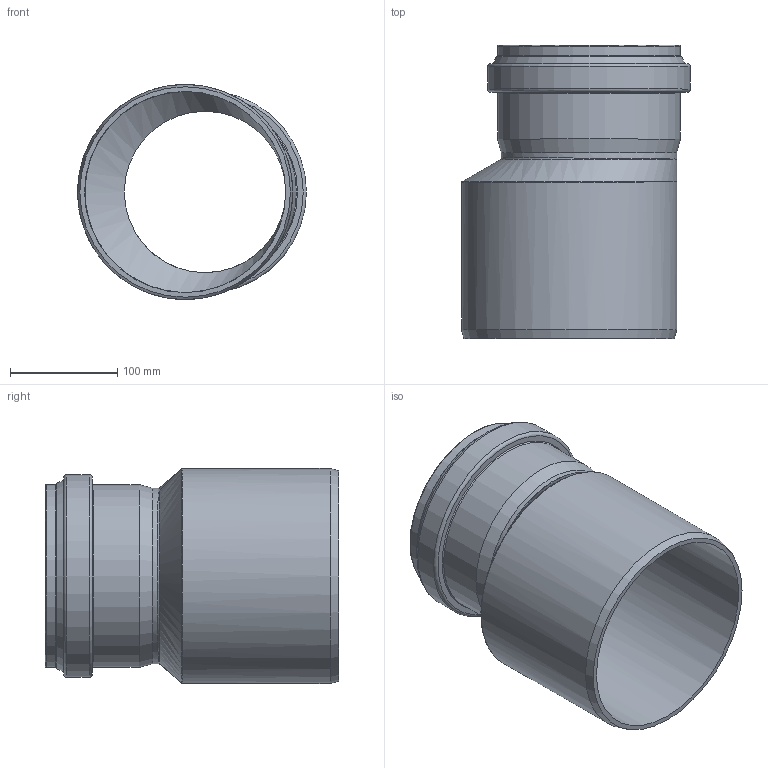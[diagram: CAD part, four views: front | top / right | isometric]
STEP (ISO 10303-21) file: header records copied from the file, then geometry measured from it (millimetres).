
FILE_DESCRIPTION(/* description */ (''),/* implementation_level */ '2;1');
FILE_NAME(/* name */ '775560 KG2000R Reduktion DN_OD 200_160.stp',/* time_stamp */ '2017-01-30T14:19:52+01:00',/* author */ ('user1'),/* organization */ (''),/* preprocessor_version */ 'ST-DEVELOPER v16.1',/* originating_system */ 'Autodesk Inventor 2016',/* authorisation */ '');
FILE_SCHEMA (('AUTOMOTIVE_DESIGN { 1 0 10303 214 3 1 1 }'));
Length unit declared in the file: millimetre
Products named in the file (1): 775560 KG2000R Reduktion DN_OD 200_160
Bounding box: 213 x 273 x 200.2 mm (x, y, z)
Volume: 982884.3 mm3; surface area: 342380 mm2
Topology: 1 solids, 1 shells, 44 faces, 91 edges, 47 vertices
Faces by surface type: torus 14, cylinder 11, cone 8, plane 6, bspline 5
Full cylindrical faces by diameter (mm): 150.2 x1, 160.7 x1, 161 x2, 163.2 x1, 170.1 x1, 170.4 x1, 179.4 x1, 187.2 x1, 188.8 x1, 200.2 x1
Entity records: 1953 total; most frequent: CARTESIAN_POINT 1191, DIRECTION 158, ORIENTED_EDGE 100, EDGE_LOOP 83, AXIS2_PLACEMENT_3D 79, EDGE_CURVE 50, VERTEX_POINT 45, FACE_OUTER_BOUND 44
